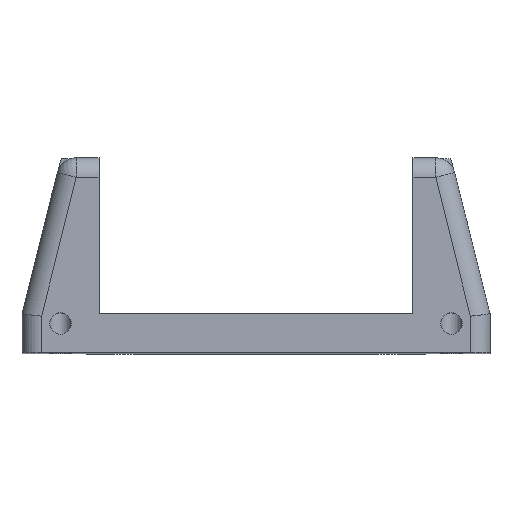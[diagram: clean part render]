
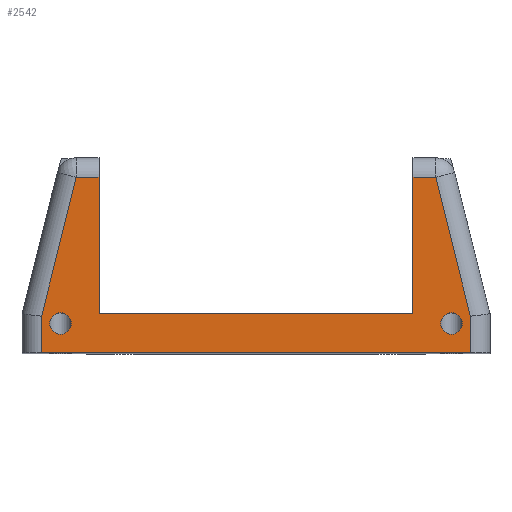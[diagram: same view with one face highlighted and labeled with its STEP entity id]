
A CAD part, top view. The second image highlights one B-rep face of the part: STEP entity #2542.
In plain terms, the highlighted planar face has unit normal (0, 0, 1).
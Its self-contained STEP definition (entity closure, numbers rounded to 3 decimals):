
#15=FACE_BOUND('',#388,.T.);
#16=FACE_BOUND('',#389,.T.);
#109=PLANE('',#2723);
#234=FACE_OUTER_BOUND('',#387,.T.);
#387=EDGE_LOOP('',(#1771,#1772,#1773,#1774,#1775,#1776,#1777,#1778,#1779,
#1780));
#388=EDGE_LOOP('',(#1781));
#389=EDGE_LOOP('',(#1782));
#630=LINE('',#4117,#807);
#631=LINE('',#4121,#808);
#635=LINE('',#4148,#812);
#637=LINE('',#4152,#814);
#638=LINE('',#4154,#815);
#639=LINE('',#4156,#816);
#640=LINE('',#4158,#817);
#641=LINE('',#4160,#818);
#642=LINE('',#4162,#819);
#643=LINE('',#4163,#820);
#807=VECTOR('',#3074,10.);
#808=VECTOR('',#3079,10.);
#812=VECTOR('',#3091,10.);
#814=VECTOR('',#3095,10.);
#815=VECTOR('',#3096,10.);
#816=VECTOR('',#3097,10.);
#817=VECTOR('',#3098,10.);
#818=VECTOR('',#3099,10.);
#819=VECTOR('',#3100,10.);
#820=VECTOR('',#3101,10.);
#980=CIRCLE('',#2724,2.75);
#981=CIRCLE('',#2725,2.75);
#1135=VERTEX_POINT('',#4107);
#1139=VERTEX_POINT('',#4116);
#1140=VERTEX_POINT('',#4120);
#1145=VERTEX_POINT('',#4146);
#1146=VERTEX_POINT('',#4151);
#1147=VERTEX_POINT('',#4153);
#1148=VERTEX_POINT('',#4155);
#1149=VERTEX_POINT('',#4157);
#1150=VERTEX_POINT('',#4159);
#1151=VERTEX_POINT('',#4161);
#1152=VERTEX_POINT('',#4164);
#1153=VERTEX_POINT('',#4166);
#1383=EDGE_CURVE('',#1135,#1139,#630,.T.);
#1385=EDGE_CURVE('',#1139,#1140,#631,.T.);
#1392=EDGE_CURVE('',#1145,#1135,#635,.T.);
#1394=EDGE_CURVE('',#1146,#1145,#637,.T.);
#1395=EDGE_CURVE('',#1147,#1146,#638,.T.);
#1396=EDGE_CURVE('',#1147,#1148,#639,.T.);
#1397=EDGE_CURVE('',#1149,#1148,#640,.T.);
#1398=EDGE_CURVE('',#1150,#1149,#641,.T.);
#1399=EDGE_CURVE('',#1151,#1150,#642,.T.);
#1400=EDGE_CURVE('',#1151,#1140,#643,.T.);
#1401=EDGE_CURVE('',#1152,#1152,#980,.T.);
#1402=EDGE_CURVE('',#1153,#1153,#981,.T.);
#1771=ORIENTED_EDGE('',*,*,#1385,.F.);
#1772=ORIENTED_EDGE('',*,*,#1383,.F.);
#1773=ORIENTED_EDGE('',*,*,#1392,.F.);
#1774=ORIENTED_EDGE('',*,*,#1394,.F.);
#1775=ORIENTED_EDGE('',*,*,#1395,.F.);
#1776=ORIENTED_EDGE('',*,*,#1396,.T.);
#1777=ORIENTED_EDGE('',*,*,#1397,.F.);
#1778=ORIENTED_EDGE('',*,*,#1398,.F.);
#1779=ORIENTED_EDGE('',*,*,#1399,.F.);
#1780=ORIENTED_EDGE('',*,*,#1400,.T.);
#1781=ORIENTED_EDGE('',*,*,#1401,.T.);
#1782=ORIENTED_EDGE('',*,*,#1402,.T.);
#2542=ADVANCED_FACE('',(#234,#15,#16),#109,.T.);
#2723=AXIS2_PLACEMENT_3D('',#4150,#3093,#3094);
#2724=AXIS2_PLACEMENT_3D('',#4165,#3102,#3103);
#2725=AXIS2_PLACEMENT_3D('',#4167,#3104,#3105);
#3074=DIRECTION('',(0.243,-0.97,0.));
#3079=DIRECTION('',(0.,-1.,0.));
#3091=DIRECTION('',(1.,0.,0.));
#3093=DIRECTION('center_axis',(0.,0.,1.));
#3094=DIRECTION('ref_axis',(1.,0.,0.));
#3095=DIRECTION('',(0.,1.,0.));
#3096=DIRECTION('',(1.,0.,0.));
#3097=DIRECTION('',(0.,1.,0.));
#3098=DIRECTION('',(1.,0.,0.));
#3099=DIRECTION('',(0.243,0.97,0.));
#3100=DIRECTION('',(0.,1.,0.));
#3101=DIRECTION('',(1.,0.,0.));
#3102=DIRECTION('center_axis',(0.,0.,-1.));
#3103=DIRECTION('ref_axis',(1.,0.,0.));
#3104=DIRECTION('center_axis',(0.,0.,-1.));
#3105=DIRECTION('ref_axis',(1.,0.,0.));
#4107=CARTESIAN_POINT('',(106.096,45.,0.));
#4116=CARTESIAN_POINT('',(115.,9.384,0.));
#4117=CARTESIAN_POINT('',(110.296,28.199,0.));
#4120=CARTESIAN_POINT('',(115.,0.,0.));
#4121=CARTESIAN_POINT('',(115.,0.,0.));
#4146=CARTESIAN_POINT('',(100.25,45.,0.));
#4148=CARTESIAN_POINT('',(55.063,45.,0.));
#4150=CARTESIAN_POINT('Origin',(0.,0.,0.));
#4151=CARTESIAN_POINT('',(100.25,10.,0.));
#4152=CARTESIAN_POINT('',(100.25,10.,0.));
#4153=CARTESIAN_POINT('',(19.75,10.,0.));
#4154=CARTESIAN_POINT('',(0.,10.,0.));
#4155=CARTESIAN_POINT('',(19.75,45.,0.));
#4156=CARTESIAN_POINT('',(19.75,10.,0.));
#4157=CARTESIAN_POINT('',(13.904,45.,0.));
#4158=CARTESIAN_POINT('',(4.938,45.,0.));
#4159=CARTESIAN_POINT('',(5.,9.384,0.));
#4160=CARTESIAN_POINT('',(6.174,14.081,0.));
#4161=CARTESIAN_POINT('',(5.,0.,0.));
#4162=CARTESIAN_POINT('',(5.,0.,0.));
#4163=CARTESIAN_POINT('',(0.,0.,0.));
#4164=CARTESIAN_POINT('',(7.125,7.5,0.));
#4165=CARTESIAN_POINT('Origin',(9.875,7.5,0.));
#4166=CARTESIAN_POINT('',(107.375,7.5,0.));
#4167=CARTESIAN_POINT('Origin',(110.125,7.5,0.));
